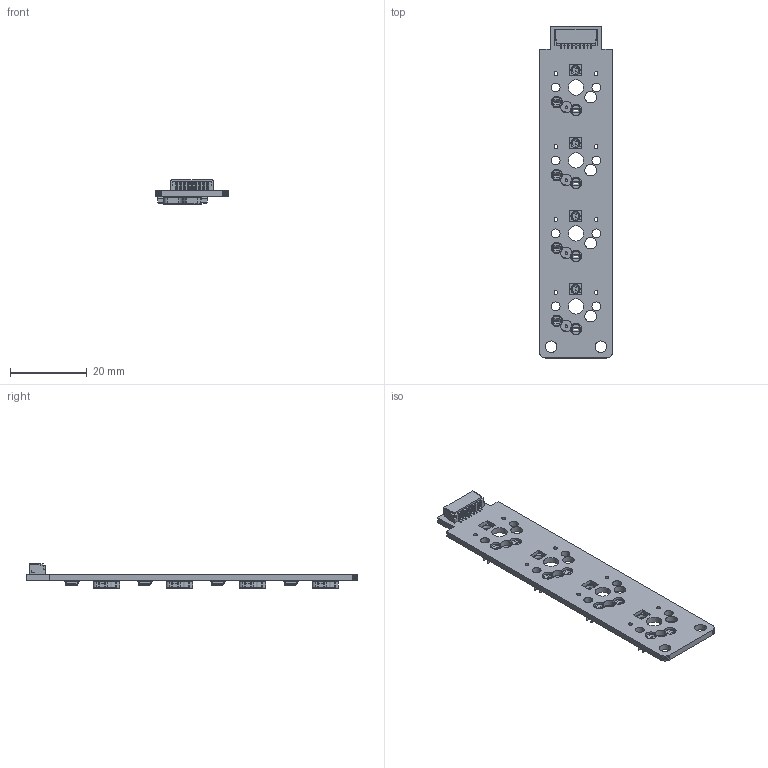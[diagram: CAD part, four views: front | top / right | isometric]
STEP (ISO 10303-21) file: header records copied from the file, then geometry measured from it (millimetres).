
FILE_DESCRIPTION(('KiCad electronic assembly'),'2;1');
FILE_NAME('Seismos_4PCB.step','2023-10-15T05:23:01',('Pcbnew'),('Kicad') ,'Open CASCADE STEP processor 7.7','KiCad to STEP converter','Unknown' );
FILE_SCHEMA(('AUTOMOTIVE_DESIGN { 1 0 10303 214 1 1 1 1 }'));
Length unit declared in the file: millimetre
Products named in the file (10): Seismos_4PCB 1; LED_SK6812MINI-E; COMPOUND; PG1350-socket; SM09B-SRSS-TB_LF__SN_; D_SOD-123; SOLID; Seismos_4-Key PCB
Assembly tree (18 placements, depth 3):
  Seismos_4PCB 1
    LED_SK6812MINI-E  x4
      COMPOUND
    PG1350-socket  x4
      COMPOUND
    SM09B-SRSS-TB_LF__SN_
      COMPOUND
    D_SOD-123  x4
      SOLID
    Seismos_4-Key PCB
Bounding box: 19 x 86.44 x 6.39 mm (x, y, z)
Volume: 2579.2 mm3; surface area: 5270.7 mm2
Topology: 49 solids, 49 shells, 2494 faces, 6118 edges, 3750 vertices
Faces by surface type: plane 1410, cylinder 644, bspline 232, torus 76, cone 56, sphere 52, revolution 24
Full cylindrical faces by diameter (mm): 1 x8, 2.3 x8, 3 x6, 4 x4
Entity records: 66576 total; most frequent: CARTESIAN_POINT 15316, DIRECTION 9249, LINE 6194, VECTOR 6194, ORIENTED_EDGE 5078, PCURVE 5078, DEFINITIONAL_REPRESENTATION 5078, EDGE_CURVE 2539
